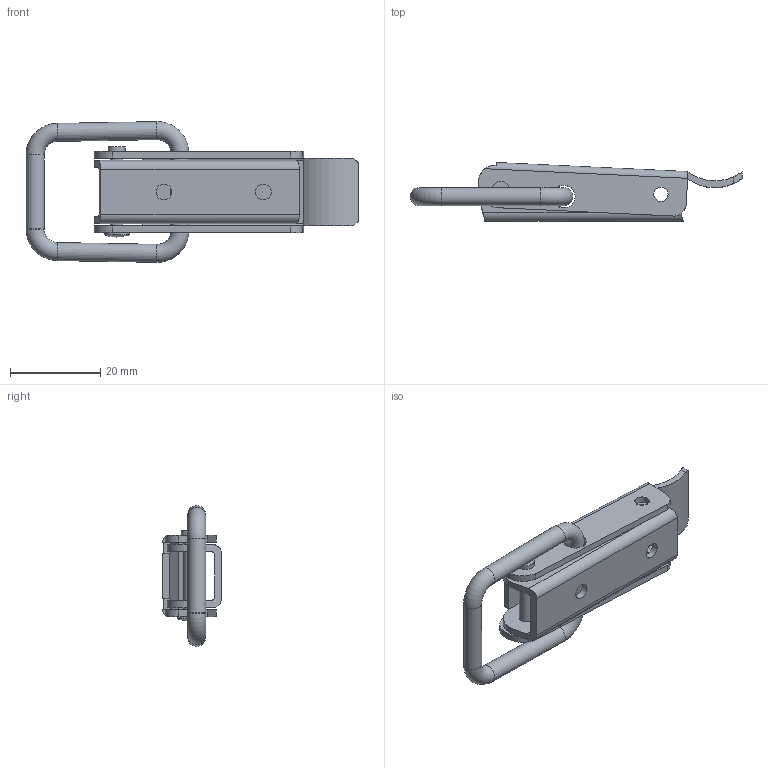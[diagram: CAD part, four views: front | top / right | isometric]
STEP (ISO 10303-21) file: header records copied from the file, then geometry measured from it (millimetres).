
FILE_DESCRIPTION( ( 'STEP AP214' ), '1' );
FILE_NAME( 'K0044.2350742.stp', '2019-05-29T12:54:55', ( '' ), ( '' ), ' ', 'PARTsolutions', ' ' );
FILE_SCHEMA( ( 'AUTOMOTIVE_DESIGN { 1 0 10303 214 1 1 1 1 }' ) );
Length unit declared in the file: millimetre
Products named in the file (4): K0044.2350742; _k0044_halter2; _k0044_griff2; _k0044riegel2
Assembly tree (3 placements, depth 2):
  K0044.2350742
    _k0044_halter2
    _k0044_griff2
    _k0044riegel2
Bounding box: 73.6 x 13.05 x 31.2 mm (x, y, z)
Volume: 5644.4 mm3; surface area: 7805.4 mm2
Topology: 3 solids, 3 shells, 111 faces, 301 edges, 199 vertices
Faces by surface type: plane 55, cylinder 51, torus 4, bspline 1
Full cylindrical faces by diameter (mm): 2.8 x5, 3.2 x4, 3.5 x2, 3.8 x1, 4 x4, 5 x2, 5.5 x1
Entity records: 4383 total; most frequent: CARTESIAN_POINT 653, DIRECTION 596, ORIENTED_EDGE 534, EDGE_CURVE 267, AXIS2_PLACEMENT_3D 221, VERTEX_POINT 190, EDGE_LOOP 160, LINE 154
